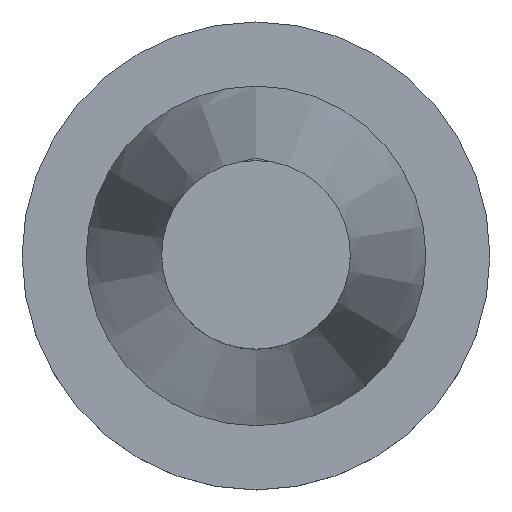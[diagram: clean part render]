
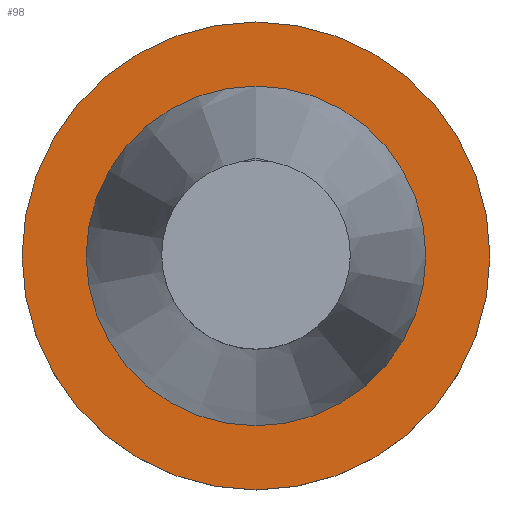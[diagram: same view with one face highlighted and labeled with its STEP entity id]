
A CAD part, top view. The second image highlights one B-rep face of the part: STEP entity #98.
In plain terms, the highlighted planar face has unit normal (0, 0, 1).
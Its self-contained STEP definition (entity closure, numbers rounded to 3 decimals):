
#98=ADVANCED_FACE('',(#128,#129),#119,.F.);
#119=PLANE('',#381);
#128=FACE_BOUND('',#146,.T.);
#129=FACE_BOUND('',#147,.T.);
#146=EDGE_LOOP('',(#176));
#147=EDGE_LOOP('',(#177,#178));
#176=ORIENTED_EDGE('',*,*,#289,.F.);
#177=ORIENTED_EDGE('',*,*,#290,.T.);
#178=ORIENTED_EDGE('',*,*,#291,.T.);
#258=VERTEX_POINT('',#539);
#259=VERTEX_POINT('',#541);
#260=VERTEX_POINT('',#542);
#289=EDGE_CURVE('',#258,#258,#330,.T.);
#290=EDGE_CURVE('',#259,#260,#331,.T.);
#291=EDGE_CURVE('',#260,#259,#332,.T.);
#330=CIRCLE('',#378,48.75);
#331=CIRCLE('',#379,35.392);
#332=CIRCLE('',#380,35.392);
#378=AXIS2_PLACEMENT_3D('',#538,#430,#431);
#379=AXIS2_PLACEMENT_3D('',#540,#432,#433);
#380=AXIS2_PLACEMENT_3D('',#543,#434,#435);
#381=AXIS2_PLACEMENT_3D('',#544,#436,#437);
#430=DIRECTION('',(0.,0.,-1.));
#431=DIRECTION('',(-1.,0.,0.));
#432=DIRECTION('',(0.,0.,-1.));
#433=DIRECTION('',(-1.,0.,0.));
#434=DIRECTION('',(0.,0.,-1.));
#435=DIRECTION('',(-1.,0.,0.));
#436=DIRECTION('',(0.,0.,-1.));
#437=DIRECTION('',(0.,1.,0.));
#538=CARTESIAN_POINT('',(0.,0.,-3.2));
#539=CARTESIAN_POINT('',(-48.75,0.,-3.2));
#540=CARTESIAN_POINT('',(0.,0.,-3.2));
#541=CARTESIAN_POINT('',(0.,35.392,-3.2));
#542=CARTESIAN_POINT('',(0.,-35.392,-3.2));
#543=CARTESIAN_POINT('',(0.,0.,-3.2));
#544=CARTESIAN_POINT('',(0.,0.,-3.2));
